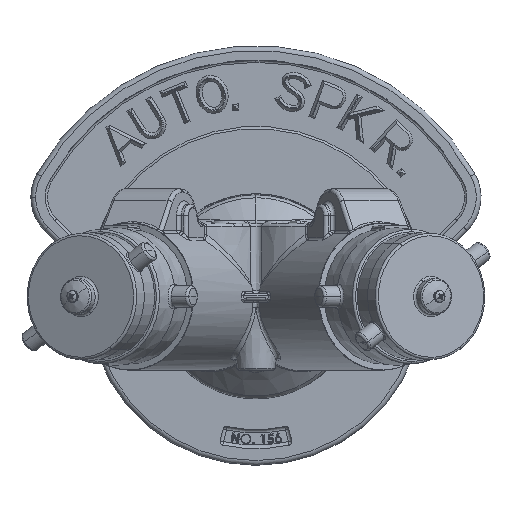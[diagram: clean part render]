
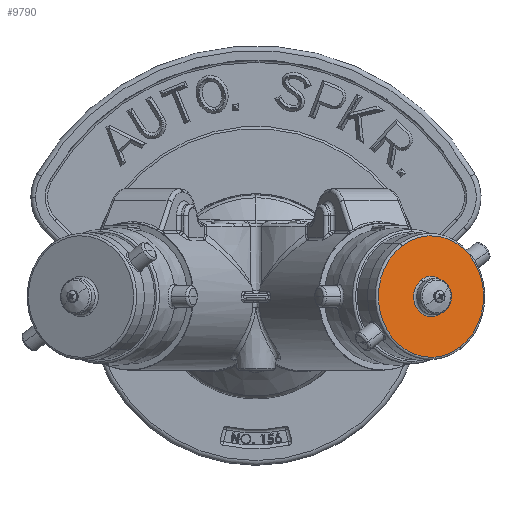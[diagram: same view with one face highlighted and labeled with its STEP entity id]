
A CAD part, top view. The second image highlights one B-rep face of the part: STEP entity #9790.
In plain terms, the highlighted planar face has unit normal (0.5, 0, 0.866).
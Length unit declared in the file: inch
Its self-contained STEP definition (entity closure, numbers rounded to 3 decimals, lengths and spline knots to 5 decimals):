
#310 = EDGE_LOOP ( 'NONE', ( #68216, #37822 ) ) ;
#760 = DIRECTION ( 'NONE',  ( 0.5, 0., 0.866 ) ) ;
#2794 = DIRECTION ( 'NONE',  ( -0.475, 0.836, 0.274 ) ) ;
#3909 = AXIS2_PLACEMENT_3D ( 'NONE', #69129, #760, #31177 ) ;
#5234 = DIRECTION ( 'NONE',  ( 0.5, 0., 0.866 ) ) ;
#8245 = FACE_OUTER_BOUND ( 'NONE', #310, .T. ) ;
#9235 = PLANE ( 'NONE',  #3909 ) ;
#9790 = ADVANCED_FACE ( 'Defeatured_0_782', ( #8245, #38646 ), #9235, .T. ) ;
#10234 = CIRCLE ( 'NONE', #22922, 1.60214 ) ;
#12363 = CARTESIAN_POINT ( 'NONE',  ( 5.37646, -1.33958, 7.55459 ) ) ;
#13162 = CARTESIAN_POINT ( 'NONE',  ( 4.61535, 0., 7.99402 ) ) ;
#17174 = CARTESIAN_POINT ( 'NONE',  ( 4.61535, 0., 7.99402 ) ) ;
#17921 = CARTESIAN_POINT ( 'NONE',  ( 3.85424, 1.33958, 8.43345 ) ) ;
#21630 = DIRECTION ( 'NONE',  ( -0.5, 0., -0.866 ) ) ;
#21652 = DIRECTION ( 'NONE',  ( -0.475, 0.836, 0.274 ) ) ;
#22816 = EDGE_CURVE ( 'Defeatured_0_782+Defeatured_0_790+Defeatured_0_790+Defeatured_0_790', #96353, #35432, #80868, .T. ) ;
#22922 = AXIS2_PLACEMENT_3D ( 'NONE', #13162, #5234, #21652 ) ;
#31177 = DIRECTION ( 'NONE',  ( -0.475, 0.836, 0.274 ) ) ;
#32581 = EDGE_LOOP ( 'NONE', ( #35513, #33659 ) ) ;
#33659 = ORIENTED_EDGE ( 'NONE', *, *, #56095, .T. ) ;
#35432 = VERTEX_POINT ( 'NONE', #39194 ) ;
#35513 = ORIENTED_EDGE ( 'NONE', *, *, #22816, .T. ) ;
#37822 = ORIENTED_EDGE ( 'NONE', *, *, #86213, .T. ) ;
#38646 = FACE_BOUND ( 'NONE', #32581, .T. ) ;
#39194 = CARTESIAN_POINT ( 'NONE',  ( 4.86773, -0.44419, 7.84831 ) ) ;
#49004 = AXIS2_PLACEMENT_3D ( 'NONE', #91018, #21630, #83519 ) ;
#51261 = CARTESIAN_POINT ( 'NONE',  ( 4.36297, 0.44419, 8.13973 ) ) ;
#51455 = CIRCLE ( 'NONE', #64246, 1.60214 ) ;
#55658 = DIRECTION ( 'NONE',  ( 0.5, 0., 0.866 ) ) ;
#56095 = EDGE_CURVE ( 'Defeatured_0_782+Defeatured_0_790+Defeatured_0_790+Defeatured_0_790', #35432, #96353, #93356, .T. ) ;
#62609 = DIRECTION ( 'NONE',  ( -0.5, 0., -0.866 ) ) ;
#62660 = CARTESIAN_POINT ( 'NONE',  ( 4.61535, 0., 7.99402 ) ) ;
#63116 = DIRECTION ( 'NONE',  ( -0.475, 0.836, 0.274 ) ) ;
#64246 = AXIS2_PLACEMENT_3D ( 'NONE', #62660, #55658, #2794 ) ;
#68216 = ORIENTED_EDGE ( 'NONE', *, *, #87563, .T. ) ;
#69129 = CARTESIAN_POINT ( 'NONE',  ( 4.27593, -0.25713, 8.18999 ) ) ;
#79842 = VERTEX_POINT ( 'NONE', #17921 ) ;
#80868 = CIRCLE ( 'NONE', #49004, 0.53125 ) ;
#83519 = DIRECTION ( 'NONE',  ( -0.475, 0.836, 0.274 ) ) ;
#86213 = EDGE_CURVE ( 'Defeatured_0_782+Defeatured_0_789+Defeatured_0_789+Defeatured_0_789', #96261, #79842, #51455, .T. ) ;
#87563 = EDGE_CURVE ( 'Defeatured_0_782+Defeatured_0_789+Defeatured_0_789+Defeatured_0_789', #79842, #96261, #10234, .T. ) ;
#91018 = CARTESIAN_POINT ( 'NONE',  ( 4.61535, 0., 7.99402 ) ) ;
#93356 = CIRCLE ( 'NONE', #94946, 0.53125 ) ;
#94946 = AXIS2_PLACEMENT_3D ( 'NONE', #17174, #62609, #63116 ) ;
#96261 = VERTEX_POINT ( 'NONE', #12363 ) ;
#96353 = VERTEX_POINT ( 'NONE', #51261 ) ;
